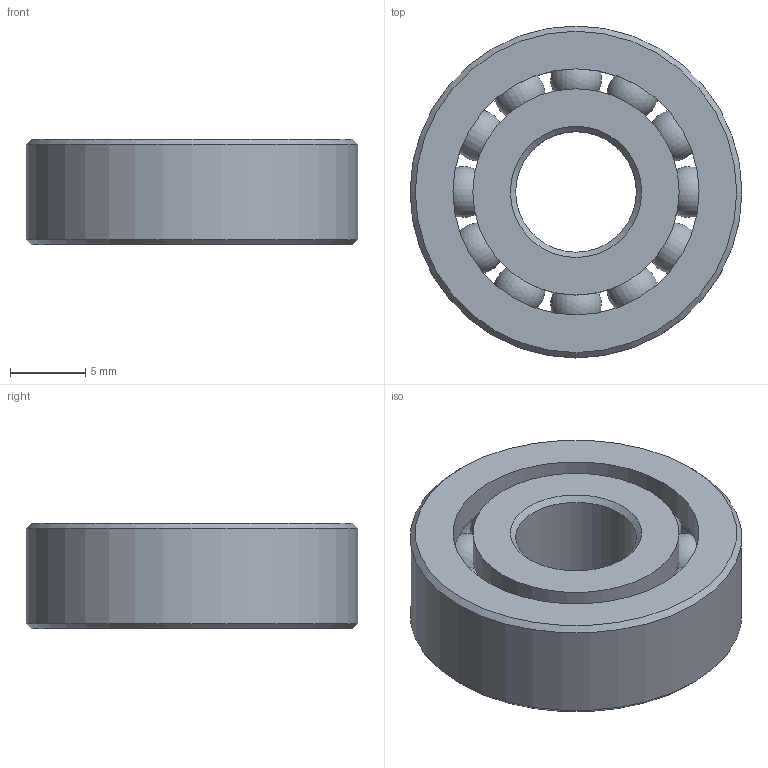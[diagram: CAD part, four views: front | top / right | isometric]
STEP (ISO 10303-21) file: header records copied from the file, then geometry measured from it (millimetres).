
FILE_DESCRIPTION(/* description */ (''),/* implementation_level */ '2;1');
FILE_NAME(/* name */ 'Ball Bearing 608.step',/* time_stamp */ '2018-07-25T15:47:26+02:00',/* author */ ('boelle'),/* organization */ (''),/* preprocessor_version */ 'ST-DEVELOPER v17',/* originating_system */ 'Autodesk Translation Framework v7.1.0.215',/* authorisation */ '');
FILE_SCHEMA (('AUTOMOTIVE_DESIGN { 1 0 10303 214 3 1 1 }'));
Length unit declared in the file: millimetre
Products named in the file (2): Ball Bearing 608; 5972K91
Assembly tree (1 placements, depth 2):
  Ball Bearing 608
    5972K91
Bounding box: 22 x 22 x 7 mm (x, y, z)
Volume: 1886.9 mm3; surface area: 2326.1 mm2
Topology: 14 solids, 14 shells, 28 faces, 79 edges, 55 vertices
Faces by surface type: sphere 12, cylinder 6, cone 4, plane 4, torus 2
Full cylindrical faces by diameter (mm): 8 x1, 13.681 x2, 16.319 x2, 22 x1
Entity records: 878 total; most frequent: DIRECTION 162, CARTESIAN_POINT 141, ORIENTED_EDGE 110, AXIS2_PLACEMENT_3D 76, VERTEX_POINT 55, EDGE_CURVE 55, CIRCLE 45, EDGE_LOOP 32
